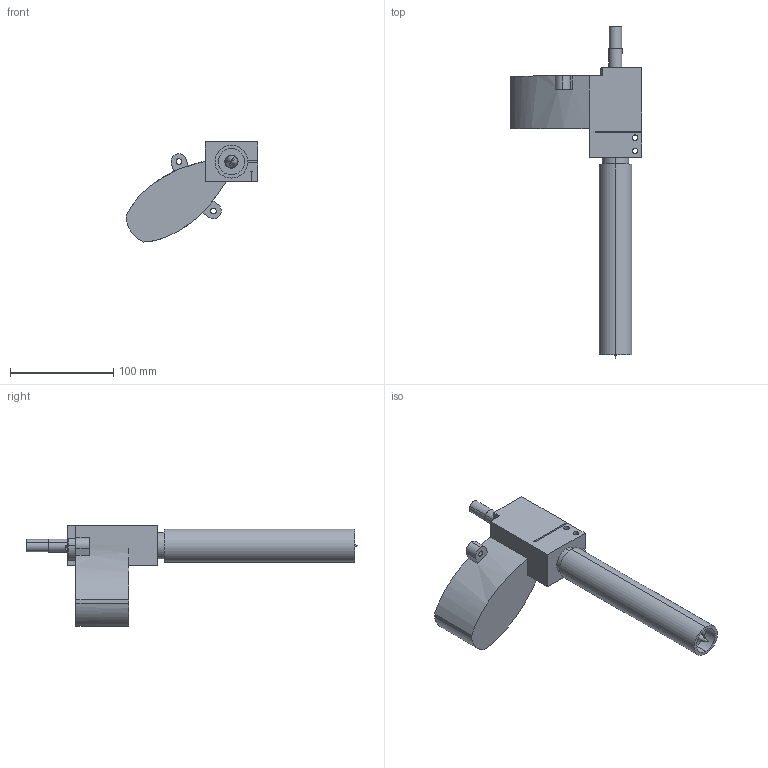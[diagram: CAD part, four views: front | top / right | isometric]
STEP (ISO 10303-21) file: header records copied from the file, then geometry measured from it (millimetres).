
FILE_DESCRIPTION (( 'STEP AP203' ), '1' );
FILE_NAME ('rev02.1.STEP', '2017-08-07T20:15:03', ( '' ), ( '' ), 'SwSTEP 2.0', 'SolidWorks 2016', '' );
FILE_SCHEMA (( 'CONFIG_CONTROL_DESIGN' ));
Length unit declared in the file: inch
Products named in the file (5): rev02.1; auger_rev02; mount bracket_rev01; barrel_rev02; 60355K601_BALL BEARING
Assembly tree (4 placements, depth 2):
  rev02.1
    barrel_rev02
    mount bracket_rev01
    auger_rev02
    60355K601_BALL BEARING
Bounding box: 127 x 320.79 x 96.77 mm (x, y, z)
Volume: 426498.3 mm3; surface area: 97863.6 mm2
Topology: 17 solids, 17 shells, 227 faces, 601 edges, 371 vertices
Faces by surface type: cylinder 106, plane 59, bspline 37, cone 25
Entity records: 16160 total; most frequent: CARTESIAN_POINT 10627, ORIENTED_EDGE 1118, DIRECTION 953, EDGE_CURVE 559, VERTEX_POINT 371, AXIS2_PLACEMENT_3D 356, EDGE_LOOP 256, VECTOR 241
